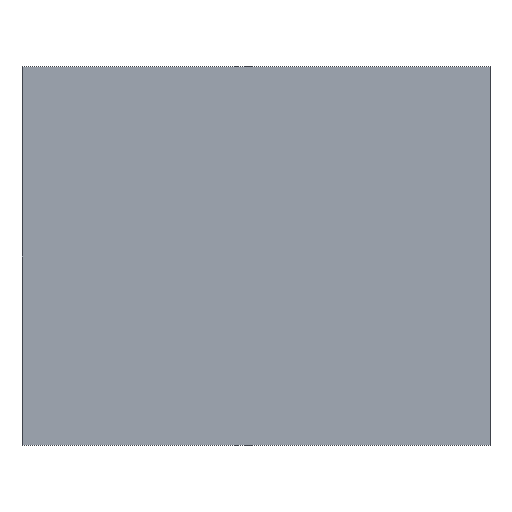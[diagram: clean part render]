
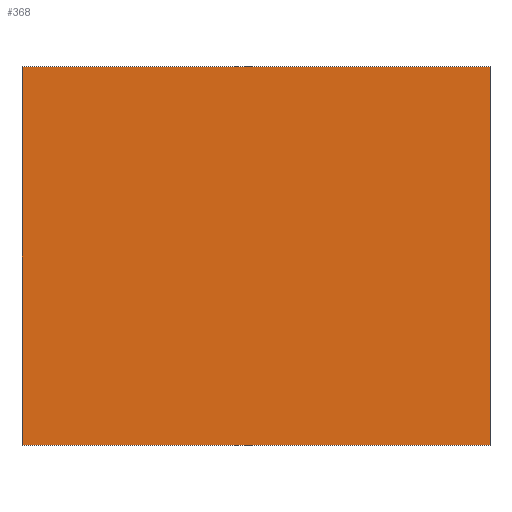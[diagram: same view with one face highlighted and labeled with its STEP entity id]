
A CAD part, top view. The second image highlights one B-rep face of the part: STEP entity #368.
In plain terms, the highlighted planar face has unit normal (0, 0, 1).
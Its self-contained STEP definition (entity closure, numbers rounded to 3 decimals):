
#360=AXIS2_PLACEMENT_3D('Plane Axis2P3D',#357,#358,#359) ;
#232=CARTESIAN_POINT('Vertex',(-128.75,104.2,1.)) ;
#246=CARTESIAN_POINT('Vertex',(-128.75,-104.2,1.)) ;
#249=CARTESIAN_POINT('Line Origine',(-128.75,0.,1.)) ;
#277=CARTESIAN_POINT('Vertex',(128.75,-104.2,1.)) ;
#280=CARTESIAN_POINT('Line Origine',(0.,-104.2,1.)) ;
#308=CARTESIAN_POINT('Vertex',(128.75,104.2,1.)) ;
#311=CARTESIAN_POINT('Line Origine',(128.75,0.,1.)) ;
#333=CARTESIAN_POINT('Line Origine',(0.,104.2,1.)) ;
#357=CARTESIAN_POINT('Axis2P3D Location',(0.,0.,1.)) ;
#250=DIRECTION('Vector Direction',(0.,-1.,0.)) ;
#281=DIRECTION('Vector Direction',(-1.,0.,0.)) ;
#312=DIRECTION('Vector Direction',(0.,1.,0.)) ;
#334=DIRECTION('Vector Direction',(1.,0.,0.)) ;
#358=DIRECTION('Axis2P3D Direction',(0.,0.,1.)) ;
#359=DIRECTION('Axis2P3D XDirection',(1.,0.,0.)) ;
#251=VECTOR('Line Direction',#250,1.) ;
#282=VECTOR('Line Direction',#281,1.) ;
#313=VECTOR('Line Direction',#312,1.) ;
#335=VECTOR('Line Direction',#334,1.) ;
#363=ORIENTED_EDGE('',*,*,#253,.T.) ;
#364=ORIENTED_EDGE('',*,*,#284,.T.) ;
#365=ORIENTED_EDGE('',*,*,#315,.T.) ;
#366=ORIENTED_EDGE('',*,*,#337,.T.) ;
#368=ADVANCED_FACE('Corps principal',(#367),#361,.T.) ;
#253=EDGE_CURVE('',#233,#247,#252,.T.) ;
#284=EDGE_CURVE('',#247,#278,#283,.F.) ;
#315=EDGE_CURVE('',#278,#309,#314,.T.) ;
#337=EDGE_CURVE('',#309,#233,#336,.F.) ;
#362=EDGE_LOOP('',(#363,#364,#365,#366)) ;
#367=FACE_OUTER_BOUND('',#362,.T.) ;
#252=LINE('Line',#249,#251) ;
#283=LINE('Line',#280,#282) ;
#314=LINE('Line',#311,#313) ;
#336=LINE('Line',#333,#335) ;
#361=PLANE('',#360) ;
#233=VERTEX_POINT('',#232) ;
#247=VERTEX_POINT('',#246) ;
#278=VERTEX_POINT('',#277) ;
#309=VERTEX_POINT('',#308) ;
